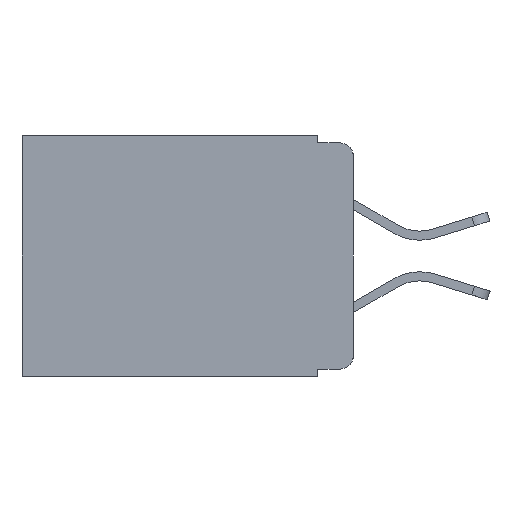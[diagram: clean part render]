
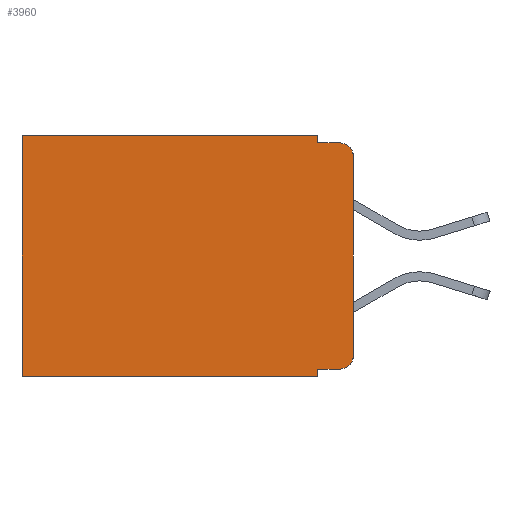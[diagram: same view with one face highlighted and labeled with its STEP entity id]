
A CAD part, left-side view. The second image highlights one B-rep face of the part: STEP entity #3960.
In plain terms, the highlighted planar face has unit normal (-1, 0, 0).
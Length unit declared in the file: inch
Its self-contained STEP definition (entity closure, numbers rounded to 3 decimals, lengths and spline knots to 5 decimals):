
#171 = LINE ( 'NONE', #4211, #2900 ) ;
#224 = EDGE_CURVE ( 'NONE', #1837, #1948, #171, .T. ) ;
#388 = CARTESIAN_POINT ( 'NONE',  ( 0.298, 0.473, 0. ) ) ;
#528 = DIRECTION ( 'NONE',  ( 0., 0., -1. ) ) ;
#722 = EDGE_CURVE ( 'NONE', #8194, #1068, #7699, .T. ) ;
#1068 = VERTEX_POINT ( 'NONE', #9581 ) ;
#1069 = PLANE ( 'NONE',  #7835 ) ;
#1111 = CARTESIAN_POINT ( 'NONE',  ( 0.298, 0.473, -0.343 ) ) ;
#1353 = LINE ( 'NONE', #2323, #10228 ) ;
#1428 = VECTOR ( 'NONE', #6337, 39.37008 ) ;
#1523 = ORIENTED_EDGE ( 'NONE', *, *, #224, .F. ) ;
#1585 = FACE_OUTER_BOUND ( 'NONE', #7395, .T. ) ;
#1644 = DIRECTION ( 'NONE',  ( 0., 1., 0. ) ) ;
#1661 = CARTESIAN_POINT ( 'NONE',  ( 0.298, 0.051, 0. ) ) ;
#1727 = CARTESIAN_POINT ( 'NONE',  ( 0.298, 0., -0.313 ) ) ;
#1837 = VERTEX_POINT ( 'NONE', #1661 ) ;
#1904 = CARTESIAN_POINT ( 'NONE',  ( 0.298, 0.051, -0.343 ) ) ;
#1948 = VERTEX_POINT ( 'NONE', #3636 ) ;
#2028 = CARTESIAN_POINT ( 'NONE',  ( 0.298, 0., -0.343 ) ) ;
#2104 = EDGE_CURVE ( 'NONE', #7773, #2420, #5259, .T. ) ;
#2162 = AXIS2_PLACEMENT_3D ( 'NONE', #9465, #10159, #5884 ) ;
#2306 = ORIENTED_EDGE ( 'NONE', *, *, #3005, .T. ) ;
#2323 = CARTESIAN_POINT ( 'NONE',  ( 0.298, 0.051, 0. ) ) ;
#2420 = VERTEX_POINT ( 'NONE', #1727 ) ;
#2650 = LINE ( 'NONE', #4085, #7624 ) ;
#2667 = EDGE_CURVE ( 'NONE', #8194, #5215, #1353, .T. ) ;
#2842 = DIRECTION ( 'NONE',  ( 0., -1., 0. ) ) ;
#2900 = VECTOR ( 'NONE', #4103, 39.37008 ) ;
#3005 = EDGE_CURVE ( 'NONE', #7429, #5472, #4719, .T. ) ;
#3277 = VECTOR ( 'NONE', #2842, 39.37008 ) ;
#3350 = CIRCLE ( 'NONE', #2162, 0.02 ) ;
#3610 = AXIS2_PLACEMENT_3D ( 'NONE', #10041, #6439, #528 ) ;
#3636 = CARTESIAN_POINT ( 'NONE',  ( 0.298, 0.051, -0.01 ) ) ;
#3960 = ADVANCED_FACE ( 'NONE', ( #1585 ), #1069, .F. ) ;
#3980 = ORIENTED_EDGE ( 'NONE', *, *, #6303, .T. ) ;
#4085 = CARTESIAN_POINT ( 'NONE',  ( 0.298, 0.051, -0.01 ) ) ;
#4103 = DIRECTION ( 'NONE',  ( 0., 0., -1. ) ) ;
#4108 = ORIENTED_EDGE ( 'NONE', *, *, #722, .T. ) ;
#4199 = VECTOR ( 'NONE', #1644, 39.37008 ) ;
#4211 = CARTESIAN_POINT ( 'NONE',  ( 0.298, 0.051, 0. ) ) ;
#4719 = LINE ( 'NONE', #388, #8727 ) ;
#4739 = DIRECTION ( 'NONE',  ( 0., 0., -1. ) ) ;
#4841 = EDGE_CURVE ( 'NONE', #5215, #5472, #7622, .T. ) ;
#5159 = EDGE_CURVE ( 'NONE', #1068, #2420, #9065, .T. ) ;
#5215 = VERTEX_POINT ( 'NONE', #1904 ) ;
#5259 = LINE ( 'NONE', #6345, #9415 ) ;
#5472 = VERTEX_POINT ( 'NONE', #1111 ) ;
#5592 = ORIENTED_EDGE ( 'NONE', *, *, #2667, .F. ) ;
#5884 = DIRECTION ( 'NONE',  ( 0., 0., -1. ) ) ;
#6043 = CARTESIAN_POINT ( 'NONE',  ( 0.298, 0., -0.03 ) ) ;
#6085 = CARTESIAN_POINT ( 'NONE',  ( 0.298, 0.051, -0.333 ) ) ;
#6174 = DIRECTION ( 'NONE',  ( 1., 0., 0. ) ) ;
#6250 = CARTESIAN_POINT ( 'NONE',  ( 0.298, 0., 0. ) ) ;
#6295 = CARTESIAN_POINT ( 'NONE',  ( 0.298, 0.02, -0.01 ) ) ;
#6303 = EDGE_CURVE ( 'NONE', #7773, #11059, #3350, .T. ) ;
#6337 = DIRECTION ( 'NONE',  ( 0., 1., 0. ) ) ;
#6345 = CARTESIAN_POINT ( 'NONE',  ( 0.298, 0., 0. ) ) ;
#6439 = DIRECTION ( 'NONE',  ( -1., 0., 0. ) ) ;
#7094 = EDGE_CURVE ( 'NONE', #1948, #11059, #2650, .T. ) ;
#7206 = DIRECTION ( 'NONE',  ( 0., 0., -1. ) ) ;
#7224 = CARTESIAN_POINT ( 'NONE',  ( 0.298, 0.473, 0. ) ) ;
#7274 = DIRECTION ( 'NONE',  ( 0., 0., -1. ) ) ;
#7395 = EDGE_LOOP ( 'NONE', ( #9141, #3980, #9770, #1523, #7594, #2306, #9827, #5592, #4108, #11047 ) ) ;
#7429 = VERTEX_POINT ( 'NONE', #7224 ) ;
#7527 = CARTESIAN_POINT ( 'NONE',  ( 0.298, 0., 0. ) ) ;
#7594 = ORIENTED_EDGE ( 'NONE', *, *, #10768, .T. ) ;
#7610 = DIRECTION ( 'NONE',  ( 0., 0., -1. ) ) ;
#7622 = LINE ( 'NONE', #2028, #1428 ) ;
#7624 = VECTOR ( 'NONE', #10951, 39.37008 ) ;
#7699 = LINE ( 'NONE', #6085, #3277 ) ;
#7773 = VERTEX_POINT ( 'NONE', #6043 ) ;
#7835 = AXIS2_PLACEMENT_3D ( 'NONE', #6250, #6174, #7206 ) ;
#8142 = CARTESIAN_POINT ( 'NONE',  ( 0.298, 0.051, -0.333 ) ) ;
#8194 = VERTEX_POINT ( 'NONE', #8142 ) ;
#8727 = VECTOR ( 'NONE', #4739, 39.37008 ) ;
#9065 = CIRCLE ( 'NONE', #3610, 0.02 ) ;
#9141 = ORIENTED_EDGE ( 'NONE', *, *, #2104, .F. ) ;
#9415 = VECTOR ( 'NONE', #7274, 39.37008 ) ;
#9465 = CARTESIAN_POINT ( 'NONE',  ( 0.298, 0.02, -0.03 ) ) ;
#9581 = CARTESIAN_POINT ( 'NONE',  ( 0.298, 0.02, -0.333 ) ) ;
#9770 = ORIENTED_EDGE ( 'NONE', *, *, #7094, .F. ) ;
#9827 = ORIENTED_EDGE ( 'NONE', *, *, #4841, .F. ) ;
#10041 = CARTESIAN_POINT ( 'NONE',  ( 0.298, 0.02, -0.313 ) ) ;
#10159 = DIRECTION ( 'NONE',  ( -1., 0., 0. ) ) ;
#10228 = VECTOR ( 'NONE', #7610, 39.37008 ) ;
#10360 = LINE ( 'NONE', #7527, #4199 ) ;
#10768 = EDGE_CURVE ( 'NONE', #1837, #7429, #10360, .T. ) ;
#10951 = DIRECTION ( 'NONE',  ( 0., -1., 0. ) ) ;
#11047 = ORIENTED_EDGE ( 'NONE', *, *, #5159, .T. ) ;
#11059 = VERTEX_POINT ( 'NONE', #6295 ) ;
